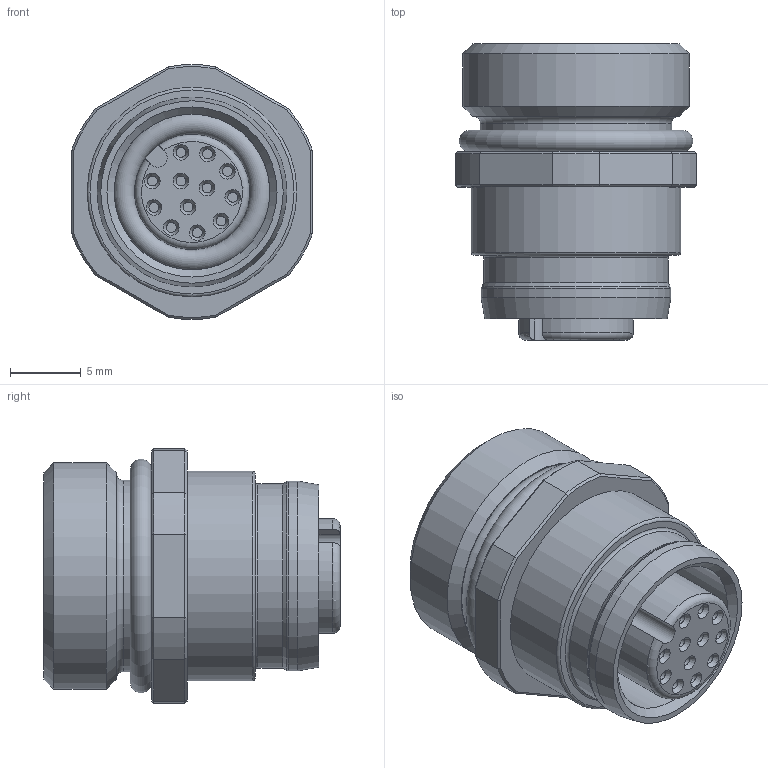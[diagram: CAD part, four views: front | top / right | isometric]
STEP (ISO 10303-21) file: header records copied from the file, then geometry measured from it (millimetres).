
FILE_DESCRIPTION(/* description */ (''),/* implementation_level */ '2;1');
FILE_NAME(/* name */ 'EC-FK12-L_16_stp.stp',/* time_stamp */ '2016-03-09T16:52:34+01:00',/* author */ (''),/* organization */ (''),/* preprocessor_version */ 'ST-DEVELOPER v16',/* originating_system */ 'SIEMENS PLM Software NX 10.0',/* authorisation */ '');
FILE_SCHEMA (('AUTOMOTIVE_DESIGN { 1 0 10303 214 3 1 1 1 }'));
Length unit declared in the file: millimetre
Products named in the file (1): EC-FK4_16
Bounding box: 17 x 20.9 x 17.96 mm (x, y, z)
Volume: 2455.2 mm3; surface area: 2449.5 mm2
Topology: 1 solids, 1 shells, 204 faces, 462 edges, 292 vertices
Faces by surface type: cylinder 77, plane 67, cone 53, torus 7
Full cylindrical faces by diameter (mm): 0.6 x12, 0.7 x12, 0.925 x12, 1.3 x12, 9 x1, 10.985 x1, 12.5 x1, 13 x1, 13.4 x1, 13.5 x1, 14.8 x1, 15.1 x1, 16 x1
Entity records: 6071 total; most frequent: CARTESIAN_POINT 2308, DIRECTION 794, ORIENTED_EDGE 564, AXIS2_PLACEMENT_3D 357, EDGE_LOOP 352, FACE_BOUND 286, EDGE_CURVE 282, VERTEX_POINT 240
